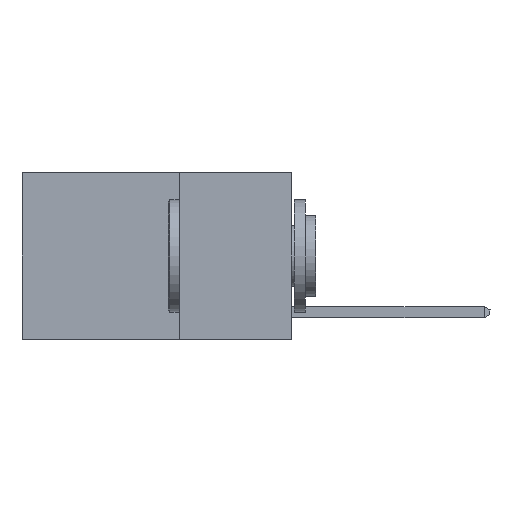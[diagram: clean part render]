
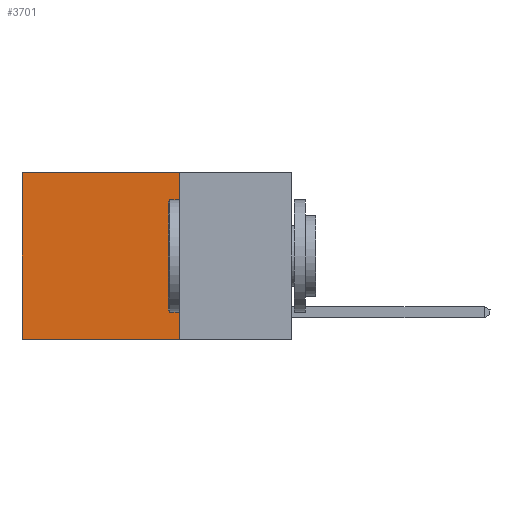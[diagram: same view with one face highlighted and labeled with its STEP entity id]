
A CAD part, left-side view. The second image highlights one B-rep face of the part: STEP entity #3701.
In plain terms, the highlighted planar face has unit normal (-1, 0, 0).
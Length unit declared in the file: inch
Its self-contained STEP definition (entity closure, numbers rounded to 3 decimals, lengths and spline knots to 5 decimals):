
#374 = DIRECTION ( 'NONE',  ( 0., 0., -1. ) ) ;
#383 = CARTESIAN_POINT ( 'NONE',  ( 0.2625, 0.25, 0. ) ) ;
#1491 = CARTESIAN_POINT ( 'NONE',  ( 0.2625, 0.25, 0. ) ) ;
#1498 = ORIENTED_EDGE ( 'NONE', *, *, #4694, .T. ) ;
#2324 = AXIS2_PLACEMENT_3D ( 'NONE', #6068, #7810, #374 ) ;
#2351 = PLANE ( 'NONE',  #2324 ) ;
#2556 = VECTOR ( 'NONE', #7519, 39.37008 ) ;
#3017 = FACE_OUTER_BOUND ( 'NONE', #6616, .T. ) ;
#3363 = DIRECTION ( 'NONE',  ( 0., 0., -1. ) ) ;
#3701 = ADVANCED_FACE ( 'NONE', ( #3017 ), #2351, .F. ) ;
#4407 = ORIENTED_EDGE ( 'NONE', *, *, #5776, .T. ) ;
#4552 = DIRECTION ( 'NONE',  ( 0., 1., 0. ) ) ;
#4676 = CARTESIAN_POINT ( 'NONE',  ( 0.2625, 0.25, -0.37 ) ) ;
#4694 = EDGE_CURVE ( 'NONE', #9675, #10269, #9442, .T. ) ;
#5596 = CARTESIAN_POINT ( 'NONE',  ( 0.2625, 0.25, 0. ) ) ;
#5776 = EDGE_CURVE ( 'NONE', #10269, #6025, #9434, .T. ) ;
#5999 = EDGE_CURVE ( 'NONE', #7432, #6025, #10766, .T. ) ;
#6025 = VERTEX_POINT ( 'NONE', #11496 ) ;
#6068 = CARTESIAN_POINT ( 'NONE',  ( 0.2625, 0.25, 0. ) ) ;
#6616 = EDGE_LOOP ( 'NONE', ( #4407, #10260, #10010, #1498 ) ) ;
#6760 = EDGE_CURVE ( 'NONE', #9675, #7432, #9857, .T. ) ;
#7204 = DIRECTION ( 'NONE',  ( 0., 0., -1. ) ) ;
#7432 = VERTEX_POINT ( 'NONE', #12110 ) ;
#7519 = DIRECTION ( 'NONE',  ( 0., 1., 0. ) ) ;
#7810 = DIRECTION ( 'NONE',  ( 1., 0., 0. ) ) ;
#7920 = VECTOR ( 'NONE', #3363, 39.37008 ) ;
#9147 = VECTOR ( 'NONE', #7204, 39.37008 ) ;
#9434 = LINE ( 'NONE', #10939, #9147 ) ;
#9442 = LINE ( 'NONE', #383, #11667 ) ;
#9675 = VERTEX_POINT ( 'NONE', #5596 ) ;
#9857 = LINE ( 'NONE', #1491, #7920 ) ;
#10010 = ORIENTED_EDGE ( 'NONE', *, *, #6760, .F. ) ;
#10260 = ORIENTED_EDGE ( 'NONE', *, *, #5999, .F. ) ;
#10269 = VERTEX_POINT ( 'NONE', #10272 ) ;
#10272 = CARTESIAN_POINT ( 'NONE',  ( 0.2625, 0.6, 0. ) ) ;
#10766 = LINE ( 'NONE', #4676, #2556 ) ;
#10939 = CARTESIAN_POINT ( 'NONE',  ( 0.2625, 0.6, 0. ) ) ;
#11496 = CARTESIAN_POINT ( 'NONE',  ( 0.2625, 0.6, -0.37 ) ) ;
#11667 = VECTOR ( 'NONE', #4552, 39.37008 ) ;
#12110 = CARTESIAN_POINT ( 'NONE',  ( 0.2625, 0.25, -0.37 ) ) ;
